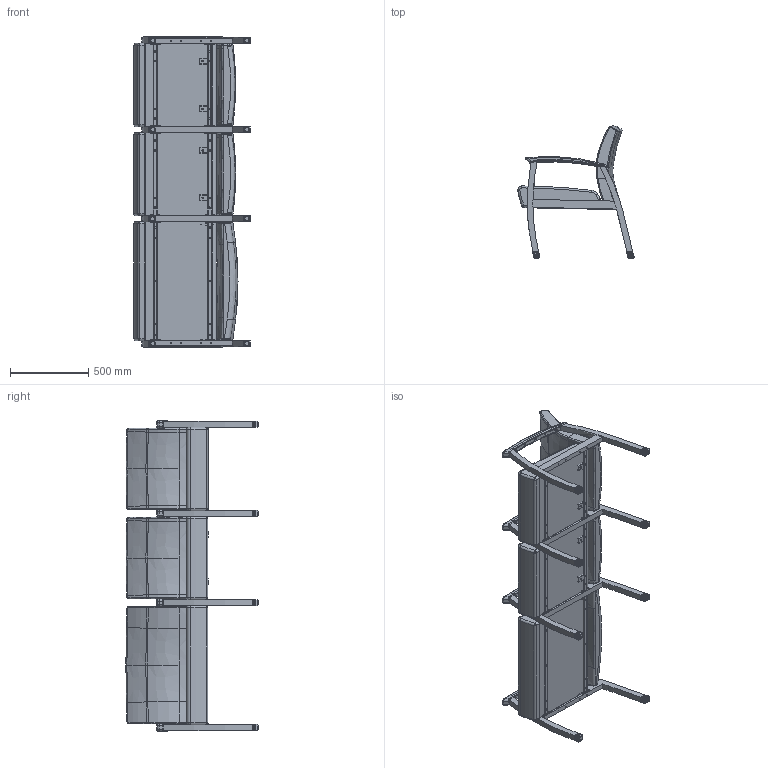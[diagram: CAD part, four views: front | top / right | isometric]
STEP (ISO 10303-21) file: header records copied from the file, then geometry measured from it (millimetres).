
FILE_DESCRIPTION(/* description */ (''),/* implementation_level */ '2;1');
FILE_NAME(/* name */ 'KOT30IBLU.stp',/* time_stamp */ '2016-11-10T14:33:41-05:00',/* author */ ('emerkel'),/* organization */ (''),/* preprocessor_version */ 'ST-DEVELOPER v16.5',/* originating_system */ 'Autodesk Inventor 2017',/* authorisation */ '');
FILE_SCHEMA (('AUTOMOTIVE_DESIGN { 1 0 10303 214 3 1 1 }'));
Products named in the file (29): KOT30IBLU; KOT10B-1 USEAT; KOT10 USEAT; KOT10 BACK NEW; KOT10B UBACK; KOT ARML-1 BRZ; KOT ARML-1 BRZ TOP RAIL; KOT ARML-1 BRZ BOTTOM; KOT ARMR-1 BRZ; KOT ARMI-1 BRZ; ST1X1.5X30; ST1X1.5X30_1; ST1X1.5X30_2; EC10B-4-09; EC10B-4-09_1; ROLLOVER T-NUT .25 (FOR .75); STU1X1.5X21; STU1X1.5X21_1; STU1X1.5X21_2; U-CHANNEL FOR STUBE; 1420X3/4 PSHPB; ST1X1.5X21; ST1X1.5X21_1; ST1X1.5X21_2; STUBE PLT-4; LEG CAP KOL-1; LEG CAP KOL-1_1; GLD BLK 5-16; KOT10-1 MAC BLK
Assembly tree (103 placements, depth 3):
  KOT30IBLU
    KOT10B-1 USEAT
    KOT10 USEAT  x2
    KOT10 BACK NEW  x2
    KOT10B UBACK
    KOT ARML-1 BRZ
      KOT ARML-1 BRZ TOP RAIL
      KOT ARML-1 BRZ BOTTOM
    KOT ARMR-1 BRZ
    KOT ARMI-1 BRZ  x2
    ST1X1.5X30  x2
      ST1X1.5X30_1
      ST1X1.5X30_2
      STUBE PLT-4
    EC10B-4-09
      EC10B-4-09_1
      ROLLOVER T-NUT .25 (FOR .75)  x4
    STU1X1.5X21  x2
      STU1X1.5X21_1
      STU1X1.5X21_2
      STUBE PLT-4
      U-CHANNEL FOR STUBE
    1420X3/4 PSHPB  x51
    ST1X1.5X21  x2
      ST1X1.5X21_1
      ST1X1.5X21_2
      STUBE PLT-4
    LEG CAP KOL-1  x8
      LEG CAP KOL-1_1
      GLD BLK 5-16
    KOT10-1 MAC BLK  x4
Bounding box: 745.01 x 846.51 x 1990.53 mm (x, y, z)
Volume: 199676766 mm3; surface area: 8234398.6 mm2
Topology: 145 solids, 161 shells, 8511 faces, 19239 edges, 11266 vertices
Faces by surface type: plane 2492, cylinder 2220, bspline 1527, torus 1341, cone 730, sphere 201
Full cylindrical faces by diameter (mm): 6.35 x123, 6.528 x16, 7.671 x4, 7.925 x16, 8.731 x4, 8.733 x48, 9.525 x56, 9.906 x8, 11.989 x8, 12.497 x51, 15.875 x6, 25.4 x5, 31.75 x8
Entity records: 59723 total; most frequent: CARTESIAN_POINT 28696, ORIENTED_EDGE 6060, DIRECTION 6016, EDGE_CURVE 3032, AXIS2_PLACEMENT_3D 2432, VERTEX_POINT 1860, EDGE_LOOP 1714, FACE_OUTER_BOUND 1409
